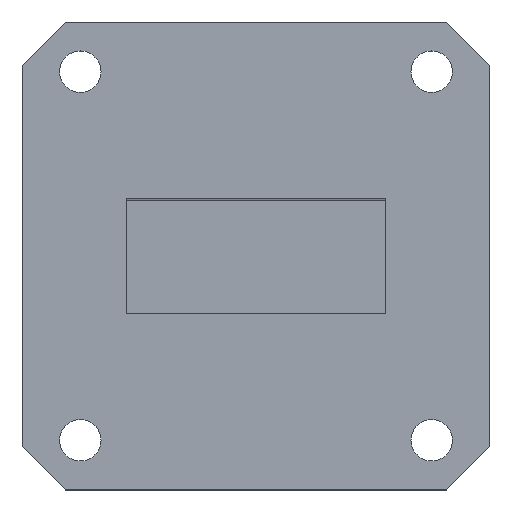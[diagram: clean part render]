
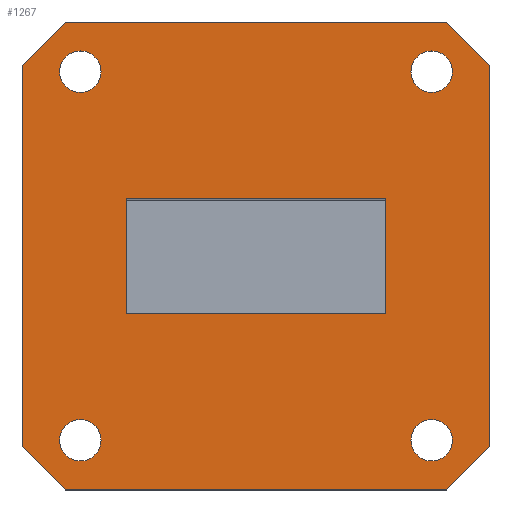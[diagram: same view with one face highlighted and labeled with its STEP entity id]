
A CAD part, top view. The second image highlights one B-rep face of the part: STEP entity #1267.
In plain terms, the highlighted planar face has unit normal (0, 0, 1).
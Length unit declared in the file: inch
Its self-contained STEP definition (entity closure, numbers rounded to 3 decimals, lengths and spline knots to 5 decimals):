
#10 = DIRECTION ( 'NONE',  ( 0., 1., 0. ) ) ;
#15 = DIRECTION ( 'NONE',  ( 0., 0., 1. ) ) ;
#84 = DIRECTION ( 'NONE',  ( 0., 0., -1. ) ) ;
#95 = VERTEX_POINT ( 'NONE', #3374 ) ;
#121 = ORIENTED_EDGE ( 'NONE', *, *, #2539, .T. ) ;
#138 = ORIENTED_EDGE ( 'NONE', *, *, #1271, .F. ) ;
#244 = DIRECTION ( 'NONE',  ( -0.707, -0.707, 0. ) ) ;
#246 = VECTOR ( 'NONE', #2231, 39.37008 ) ;
#302 = ORIENTED_EDGE ( 'NONE', *, *, #2460, .F. ) ;
#410 = CARTESIAN_POINT ( 'NONE',  ( -0.8125, 0.8125, 0. ) ) ;
#415 = ORIENTED_EDGE ( 'NONE', *, *, #971, .T. ) ;
#469 = LINE ( 'NONE', #3344, #1880 ) ;
#510 = CARTESIAN_POINT ( 'NONE',  ( -0.8125, 0.6625, 0. ) ) ;
#552 = CARTESIAN_POINT ( 'NONE',  ( 0.45, -0.2, 0. ) ) ;
#591 = VERTEX_POINT ( 'NONE', #552 ) ;
#596 = VECTOR ( 'NONE', #1337, 39.37008 ) ;
#597 = CARTESIAN_POINT ( 'NONE',  ( -0.61, -0.64, 0. ) ) ;
#628 = DIRECTION ( 'NONE',  ( -0.707, 0.707, 0. ) ) ;
#638 = EDGE_LOOP ( 'NONE', ( #1019 ) ) ;
#781 = CARTESIAN_POINT ( 'NONE',  ( -0.538, -0.64, 0. ) ) ;
#811 = FACE_BOUND ( 'NONE', #638, .T. ) ;
#827 = CARTESIAN_POINT ( 'NONE',  ( 0.6625, -0.8125, 0. ) ) ;
#875 = EDGE_LOOP ( 'NONE', ( #2197, #2889, #138, #1879 ) ) ;
#916 = VECTOR ( 'NONE', #10, 39.37008 ) ;
#928 = CARTESIAN_POINT ( 'NONE',  ( -0.45, -0.2, 0. ) ) ;
#952 = VECTOR ( 'NONE', #628, 39.37008 ) ;
#971 = EDGE_CURVE ( 'NONE', #1059, #1399, #2300, .T. ) ;
#986 = VECTOR ( 'NONE', #3074, 39.37008 ) ;
#997 = VERTEX_POINT ( 'NONE', #1934 ) ;
#1019 = ORIENTED_EDGE ( 'NONE', *, *, #1910, .F. ) ;
#1023 = EDGE_CURVE ( 'NONE', #1635, #1059, #1257, .T. ) ;
#1033 = FACE_BOUND ( 'NONE', #875, .T. ) ;
#1036 = VERTEX_POINT ( 'NONE', #3376 ) ;
#1055 = CARTESIAN_POINT ( 'NONE',  ( -0.6625, -0.8125, 0. ) ) ;
#1059 = VERTEX_POINT ( 'NONE', #1393 ) ;
#1063 = AXIS2_PLACEMENT_3D ( 'NONE', #3595, #3069, #1097 ) ;
#1097 = DIRECTION ( 'NONE',  ( 1., 0., 0. ) ) ;
#1112 = CARTESIAN_POINT ( 'NONE',  ( 0.61, 0.64, 0. ) ) ;
#1120 = VERTEX_POINT ( 'NONE', #510 ) ;
#1135 = LINE ( 'NONE', #2266, #952 ) ;
#1138 = AXIS2_PLACEMENT_3D ( 'NONE', #597, #1405, #3424 ) ;
#1146 = DIRECTION ( 'NONE',  ( 1., 0., 0. ) ) ;
#1160 = EDGE_LOOP ( 'NONE', ( #2188 ) ) ;
#1165 = CIRCLE ( 'NONE', #1535, 0.072 ) ;
#1216 = LINE ( 'NONE', #3068, #596 ) ;
#1257 = LINE ( 'NONE', #827, #986 ) ;
#1267 = ADVANCED_FACE ( 'NONE', ( #2245, #811, #1862, #3624, #1033, #3095 ), #1520, .F. ) ;
#1271 = EDGE_CURVE ( 'NONE', #95, #591, #3577, .T. ) ;
#1293 = CARTESIAN_POINT ( 'NONE',  ( -0.45, -0.2, 0. ) ) ;
#1337 = DIRECTION ( 'NONE',  ( -1., 0., 0. ) ) ;
#1340 = VERTEX_POINT ( 'NONE', #781 ) ;
#1354 = CIRCLE ( 'NONE', #2509, 0.072 ) ;
#1379 = CARTESIAN_POINT ( 'NONE',  ( 0.45, 0.2, 0. ) ) ;
#1393 = CARTESIAN_POINT ( 'NONE',  ( 0.8125, -0.6625, 0. ) ) ;
#1399 = VERTEX_POINT ( 'NONE', #1576 ) ;
#1405 = DIRECTION ( 'NONE',  ( 0., 0., 1. ) ) ;
#1497 = DIRECTION ( 'NONE',  ( 1., 0., 0. ) ) ;
#1520 = PLANE ( 'NONE',  #1711 ) ;
#1535 = AXIS2_PLACEMENT_3D ( 'NONE', #1112, #15, #3071 ) ;
#1561 = LINE ( 'NONE', #1293, #2081 ) ;
#1576 = CARTESIAN_POINT ( 'NONE',  ( 0.8125, 0.6625, 0. ) ) ;
#1581 = EDGE_CURVE ( 'NONE', #1820, #1820, #1165, .T. ) ;
#1598 = VERTEX_POINT ( 'NONE', #1379 ) ;
#1624 = DIRECTION ( 'NONE',  ( 0., 1., 0. ) ) ;
#1635 = VERTEX_POINT ( 'NONE', #2273 ) ;
#1700 = EDGE_CURVE ( 'NONE', #1983, #1036, #2144, .T. ) ;
#1709 = CARTESIAN_POINT ( 'NONE',  ( -0.45, 0.2, 0. ) ) ;
#1711 = AXIS2_PLACEMENT_3D ( 'NONE', #2625, #84, #2910 ) ;
#1770 = VERTEX_POINT ( 'NONE', #2148 ) ;
#1820 = VERTEX_POINT ( 'NONE', #2137 ) ;
#1862 = FACE_BOUND ( 'NONE', #2387, .T. ) ;
#1879 = ORIENTED_EDGE ( 'NONE', *, *, #3611, .F. ) ;
#1880 = VECTOR ( 'NONE', #2774, 39.37008 ) ;
#1910 = EDGE_CURVE ( 'NONE', #1770, #1770, #3351, .T. ) ;
#1928 = ORIENTED_EDGE ( 'NONE', *, *, #1023, .T. ) ;
#1934 = CARTESIAN_POINT ( 'NONE',  ( -0.8125, -0.6625, 0. ) ) ;
#1983 = VERTEX_POINT ( 'NONE', #3115 ) ;
#2081 = VECTOR ( 'NONE', #3029, 39.37008 ) ;
#2082 = ORIENTED_EDGE ( 'NONE', *, *, #1700, .T. ) ;
#2095 = LINE ( 'NONE', #2281, #2809 ) ;
#2124 = VECTOR ( 'NONE', #244, 39.37008 ) ;
#2137 = CARTESIAN_POINT ( 'NONE',  ( 0.682, 0.64, 0. ) ) ;
#2144 = LINE ( 'NONE', #410, #2654 ) ;
#2148 = CARTESIAN_POINT ( 'NONE',  ( -0.538, 0.64, 0. ) ) ;
#2188 = ORIENTED_EDGE ( 'NONE', *, *, #1581, .F. ) ;
#2197 = ORIENTED_EDGE ( 'NONE', *, *, #3182, .F. ) ;
#2199 = VECTOR ( 'NONE', #1497, 39.37008 ) ;
#2206 = VECTOR ( 'NONE', #1624, 39.37008 ) ;
#2218 = CIRCLE ( 'NONE', #1138, 0.072 ) ;
#2231 = DIRECTION ( 'NONE',  ( 0.707, -0.707, 0. ) ) ;
#2245 = FACE_BOUND ( 'NONE', #1160, .T. ) ;
#2266 = CARTESIAN_POINT ( 'NONE',  ( 0.8125, 0.6625, 0. ) ) ;
#2273 = CARTESIAN_POINT ( 'NONE',  ( 0.6625, -0.8125, 0. ) ) ;
#2281 = CARTESIAN_POINT ( 'NONE',  ( -0.8125, -0.8125, 0. ) ) ;
#2296 = EDGE_LOOP ( 'NONE', ( #121, #1928, #415, #2703, #2082, #3347, #2321, #3212 ) ) ;
#2300 = LINE ( 'NONE', #3311, #2206 ) ;
#2321 = ORIENTED_EDGE ( 'NONE', *, *, #2902, .T. ) ;
#2371 = EDGE_CURVE ( 'NONE', #591, #1598, #3473, .T. ) ;
#2387 = EDGE_LOOP ( 'NONE', ( #302 ) ) ;
#2393 = EDGE_LOOP ( 'NONE', ( #2445 ) ) ;
#2395 = EDGE_CURVE ( 'NONE', #1036, #1120, #2397, .T. ) ;
#2397 = LINE ( 'NONE', #3085, #2124 ) ;
#2425 = VERTEX_POINT ( 'NONE', #1709 ) ;
#2445 = ORIENTED_EDGE ( 'NONE', *, *, #2447, .F. ) ;
#2447 = EDGE_CURVE ( 'NONE', #3235, #3235, #1354, .T. ) ;
#2455 = CARTESIAN_POINT ( 'NONE',  ( 0.682, -0.64, 0. ) ) ;
#2460 = EDGE_CURVE ( 'NONE', #1340, #1340, #2218, .T. ) ;
#2468 = CARTESIAN_POINT ( 'NONE',  ( 0.45, -0.2, 0. ) ) ;
#2509 = AXIS2_PLACEMENT_3D ( 'NONE', #2844, #3147, #2532 ) ;
#2532 = DIRECTION ( 'NONE',  ( 1., 0., 0. ) ) ;
#2539 = EDGE_CURVE ( 'NONE', #2783, #1635, #2095, .T. ) ;
#2625 = CARTESIAN_POINT ( 'NONE',  ( 0., 0., 0. ) ) ;
#2654 = VECTOR ( 'NONE', #3138, 39.37008 ) ;
#2703 = ORIENTED_EDGE ( 'NONE', *, *, #3047, .T. ) ;
#2774 = DIRECTION ( 'NONE',  ( 0., -1., 0. ) ) ;
#2783 = VERTEX_POINT ( 'NONE', #1055 ) ;
#2809 = VECTOR ( 'NONE', #1146, 39.37008 ) ;
#2844 = CARTESIAN_POINT ( 'NONE',  ( 0.61, -0.64, 0. ) ) ;
#2889 = ORIENTED_EDGE ( 'NONE', *, *, #2371, .F. ) ;
#2902 = EDGE_CURVE ( 'NONE', #1120, #997, #469, .T. ) ;
#2910 = DIRECTION ( 'NONE',  ( -1., 0., 0. ) ) ;
#2975 = LINE ( 'NONE', #3130, #246 ) ;
#3029 = DIRECTION ( 'NONE',  ( 0., -1., 0. ) ) ;
#3047 = EDGE_CURVE ( 'NONE', #1399, #1983, #1135, .T. ) ;
#3068 = CARTESIAN_POINT ( 'NONE',  ( -0.45, 0.2, 0. ) ) ;
#3069 = DIRECTION ( 'NONE',  ( 0., 0., 1. ) ) ;
#3071 = DIRECTION ( 'NONE',  ( 1., 0., 0. ) ) ;
#3074 = DIRECTION ( 'NONE',  ( 0.707, 0.707, 0. ) ) ;
#3085 = CARTESIAN_POINT ( 'NONE',  ( -0.6625, 0.8125, 0. ) ) ;
#3095 = FACE_OUTER_BOUND ( 'NONE', #2296, .T. ) ;
#3115 = CARTESIAN_POINT ( 'NONE',  ( 0.6625, 0.8125, 0. ) ) ;
#3130 = CARTESIAN_POINT ( 'NONE',  ( -0.8125, -0.6625, 0. ) ) ;
#3138 = DIRECTION ( 'NONE',  ( -1., 0., 0. ) ) ;
#3147 = DIRECTION ( 'NONE',  ( 0., 0., 1. ) ) ;
#3182 = EDGE_CURVE ( 'NONE', #1598, #2425, #1216, .T. ) ;
#3212 = ORIENTED_EDGE ( 'NONE', *, *, #3373, .T. ) ;
#3235 = VERTEX_POINT ( 'NONE', #2455 ) ;
#3311 = CARTESIAN_POINT ( 'NONE',  ( 0.8125, -0.8125, 0. ) ) ;
#3344 = CARTESIAN_POINT ( 'NONE',  ( -0.8125, -0.8125, 0. ) ) ;
#3347 = ORIENTED_EDGE ( 'NONE', *, *, #2395, .T. ) ;
#3351 = CIRCLE ( 'NONE', #1063, 0.072 ) ;
#3373 = EDGE_CURVE ( 'NONE', #997, #2783, #2975, .T. ) ;
#3374 = CARTESIAN_POINT ( 'NONE',  ( -0.45, -0.2, 0. ) ) ;
#3376 = CARTESIAN_POINT ( 'NONE',  ( -0.6625, 0.8125, 0. ) ) ;
#3424 = DIRECTION ( 'NONE',  ( 1., 0., 0. ) ) ;
#3473 = LINE ( 'NONE', #2468, #916 ) ;
#3577 = LINE ( 'NONE', #928, #2199 ) ;
#3595 = CARTESIAN_POINT ( 'NONE',  ( -0.61, 0.64, 0. ) ) ;
#3611 = EDGE_CURVE ( 'NONE', #2425, #95, #1561, .T. ) ;
#3624 = FACE_BOUND ( 'NONE', #2393, .T. ) ;
